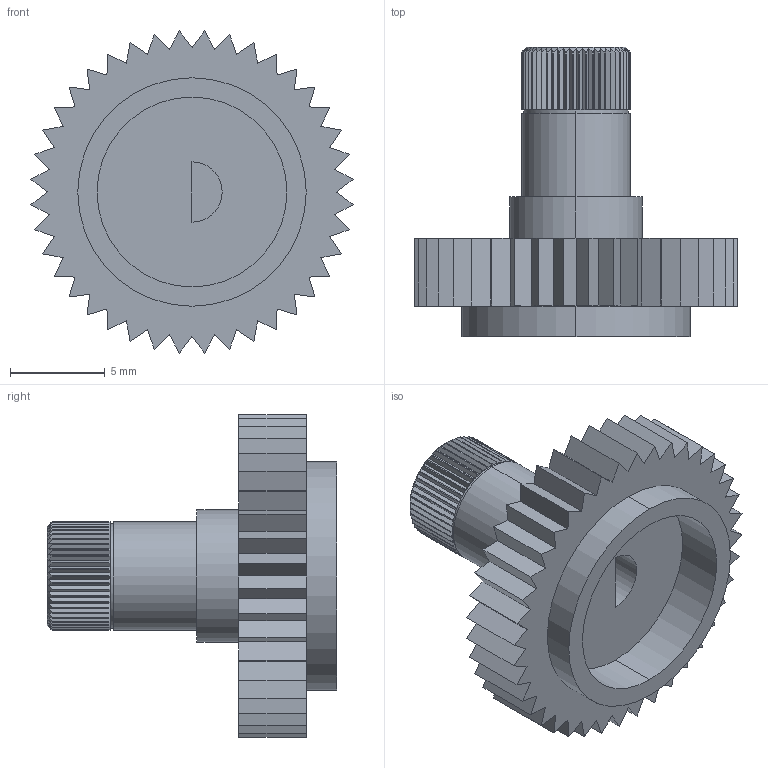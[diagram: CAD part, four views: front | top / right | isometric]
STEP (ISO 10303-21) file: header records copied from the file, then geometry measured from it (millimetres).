
FILE_DESCRIPTION (( 'STEP AP214' ), '1' );
FILE_NAME ('spline output.STEP', '2006-08-23T17:15:00', ( 'Chris Montana' ), ( 'Home' ), 'SwSTEP 2.0', 'SolidWorks 2005204', '' );
FILE_SCHEMA (( 'AUTOMOTIVE_DESIGN' ));
Length unit declared in the file: inch
Products named in the file (1): spline output
Bounding box: 16.97 x 15.24 x 16.97 mm (x, y, z)
Volume: 979.1 mm3; surface area: 1090.7 mm2
Topology: 1 solids, 1 shells, 352 faces, 930 edges, 586 vertices
Faces by surface type: plane 289, cylinder 61, cone 2
Entity records: 10869 total; most frequent: CARTESIAN_POINT 2169, ORIENTED_EDGE 1860, DIRECTION 1760, EDGE_CURVE 930, LINE 606, VECTOR 606, VERTEX_POINT 586, AXIS2_PLACEMENT_3D 577
